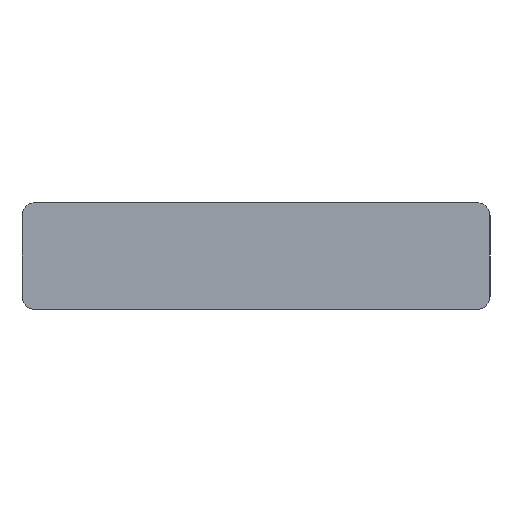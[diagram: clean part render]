
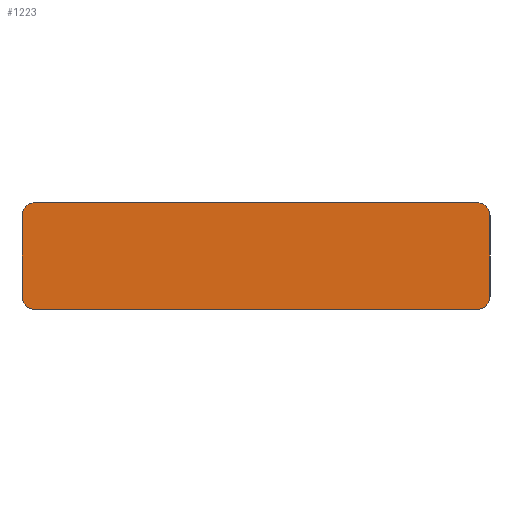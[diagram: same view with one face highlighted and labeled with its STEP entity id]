
A CAD part, front view. The second image highlights one B-rep face of the part: STEP entity #1223.
In plain terms, the highlighted planar face has unit normal (0, -1, 0).
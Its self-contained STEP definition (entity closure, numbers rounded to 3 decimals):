
#68 = CARTESIAN_POINT ( 'NONE',  ( 4.65, -4.688, -0.45 ) ) ;
#250 = LINE ( 'NONE', #2092, #903 ) ;
#266 = CARTESIAN_POINT ( 'NONE',  ( 4.65, -4.688, -0.6 ) ) ;
#363 = ORIENTED_EDGE ( 'NONE', *, *, #4127, .F. ) ;
#466 = DIRECTION ( 'NONE',  ( 0., -1., 0. ) ) ;
#592 = VERTEX_POINT ( 'NONE', #2343 ) ;
#708 = CARTESIAN_POINT ( 'NONE',  ( -0.45, -4.688, 0.6 ) ) ;
#897 = CARTESIAN_POINT ( 'NONE',  ( -0.45, -4.688, -0.45 ) ) ;
#903 = VECTOR ( 'NONE', #2133, 1000. ) ;
#924 = EDGE_CURVE ( 'NONE', #2143, #3906, #1106, .T. ) ;
#964 = DIRECTION ( 'NONE',  ( 0., -1., 0. ) ) ;
#991 = CARTESIAN_POINT ( 'NONE',  ( 4.65, -4.688, 0.6 ) ) ;
#992 = CARTESIAN_POINT ( 'NONE',  ( -0.45, -4.688, 0.45 ) ) ;
#1054 = FACE_OUTER_BOUND ( 'NONE', #1968, .T. ) ;
#1106 = LINE ( 'NONE', #2385, #3407 ) ;
#1223 = ADVANCED_FACE ( 'NONE', ( #1054 ), #2333, .T. ) ;
#1286 = VERTEX_POINT ( 'NONE', #991 ) ;
#1311 = ORIENTED_EDGE ( 'NONE', *, *, #924, .F. ) ;
#1418 = DIRECTION ( 'NONE',  ( 1., 0., 0. ) ) ;
#1450 = EDGE_CURVE ( 'NONE', #2541, #592, #3994, .T. ) ;
#1452 = EDGE_CURVE ( 'NONE', #2031, #2330, #2327, .T. ) ;
#1503 = CARTESIAN_POINT ( 'NONE',  ( 4.8, -4.688, 0.6 ) ) ;
#1620 = DIRECTION ( 'NONE',  ( -1., 0., 0. ) ) ;
#1676 = LINE ( 'NONE', #708, #3531 ) ;
#1712 = CARTESIAN_POINT ( 'NONE',  ( -0.45, -4.688, 0.6 ) ) ;
#1805 = VECTOR ( 'NONE', #2783, 1000. ) ;
#1956 = ORIENTED_EDGE ( 'NONE', *, *, #1452, .T. ) ;
#1968 = EDGE_LOOP ( 'NONE', ( #363, #1956, #3806, #2249, #1311, #2382, #3967, #2309 ) ) ;
#2031 = VERTEX_POINT ( 'NONE', #3921 ) ;
#2092 = CARTESIAN_POINT ( 'NONE',  ( -0.45, -4.688, 0.6 ) ) ;
#2133 = DIRECTION ( 'NONE',  ( 0., 0., -1. ) ) ;
#2143 = VERTEX_POINT ( 'NONE', #266 ) ;
#2173 = CARTESIAN_POINT ( 'NONE',  ( -0.3, -4.688, -0.6 ) ) ;
#2207 = CARTESIAN_POINT ( 'NONE',  ( 4.8, -4.688, 0.45 ) ) ;
#2219 = CARTESIAN_POINT ( 'NONE',  ( -0.3, -4.688, -0.45 ) ) ;
#2240 = DIRECTION ( 'NONE',  ( -1., 0., 0. ) ) ;
#2249 = ORIENTED_EDGE ( 'NONE', *, *, #3062, .T. ) ;
#2309 = ORIENTED_EDGE ( 'NONE', *, *, #3034, .F. ) ;
#2327 = CIRCLE ( 'NONE', #3780, 0.15 ) ;
#2330 = VERTEX_POINT ( 'NONE', #992 ) ;
#2333 = PLANE ( 'NONE',  #2630 ) ;
#2343 = CARTESIAN_POINT ( 'NONE',  ( 4.8, -4.688, -0.45 ) ) ;
#2376 = CARTESIAN_POINT ( 'NONE',  ( -0.3, -4.688, 0.45 ) ) ;
#2382 = ORIENTED_EDGE ( 'NONE', *, *, #2414, .T. ) ;
#2385 = CARTESIAN_POINT ( 'NONE',  ( 4.8, -4.688, -0.6 ) ) ;
#2414 = EDGE_CURVE ( 'NONE', #2143, #592, #2554, .T. ) ;
#2541 = VERTEX_POINT ( 'NONE', #2207 ) ;
#2554 = CIRCLE ( 'NONE', #3448, 0.15 ) ;
#2630 = AXIS2_PLACEMENT_3D ( 'NONE', #1712, #2993, #3614 ) ;
#2632 = DIRECTION ( 'NONE',  ( -1., 0., 0. ) ) ;
#2783 = DIRECTION ( 'NONE',  ( 0., 0., -1. ) ) ;
#2972 = DIRECTION ( 'NONE',  ( 0., -1., 0. ) ) ;
#2993 = DIRECTION ( 'NONE',  ( 0., -1., 0. ) ) ;
#3034 = EDGE_CURVE ( 'NONE', #1286, #2541, #3563, .T. ) ;
#3038 = DIRECTION ( 'NONE',  ( -1., 0., 0. ) ) ;
#3062 = EDGE_CURVE ( 'NONE', #3895, #3906, #4104, .T. ) ;
#3139 = CARTESIAN_POINT ( 'NONE',  ( 4.65, -4.688, 0.45 ) ) ;
#3157 = DIRECTION ( 'NONE',  ( 0., 1., 0. ) ) ;
#3284 = AXIS2_PLACEMENT_3D ( 'NONE', #2219, #964, #2240 ) ;
#3407 = VECTOR ( 'NONE', #3038, 1000. ) ;
#3448 = AXIS2_PLACEMENT_3D ( 'NONE', #68, #2972, #2632 ) ;
#3531 = VECTOR ( 'NONE', #1418, 1000. ) ;
#3563 = CIRCLE ( 'NONE', #3700, 0.15 ) ;
#3614 = DIRECTION ( 'NONE',  ( 1., 0., 0. ) ) ;
#3700 = AXIS2_PLACEMENT_3D ( 'NONE', #3139, #3157, #1620 ) ;
#3705 = DIRECTION ( 'NONE',  ( 1., 0., 0. ) ) ;
#3780 = AXIS2_PLACEMENT_3D ( 'NONE', #2376, #466, #3705 ) ;
#3806 = ORIENTED_EDGE ( 'NONE', *, *, #3948, .T. ) ;
#3895 = VERTEX_POINT ( 'NONE', #897 ) ;
#3906 = VERTEX_POINT ( 'NONE', #2173 ) ;
#3921 = CARTESIAN_POINT ( 'NONE',  ( -0.3, -4.688, 0.6 ) ) ;
#3948 = EDGE_CURVE ( 'NONE', #2330, #3895, #250, .T. ) ;
#3967 = ORIENTED_EDGE ( 'NONE', *, *, #1450, .F. ) ;
#3994 = LINE ( 'NONE', #1503, #1805 ) ;
#4104 = CIRCLE ( 'NONE', #3284, 0.15 ) ;
#4127 = EDGE_CURVE ( 'NONE', #2031, #1286, #1676, .T. ) ;
